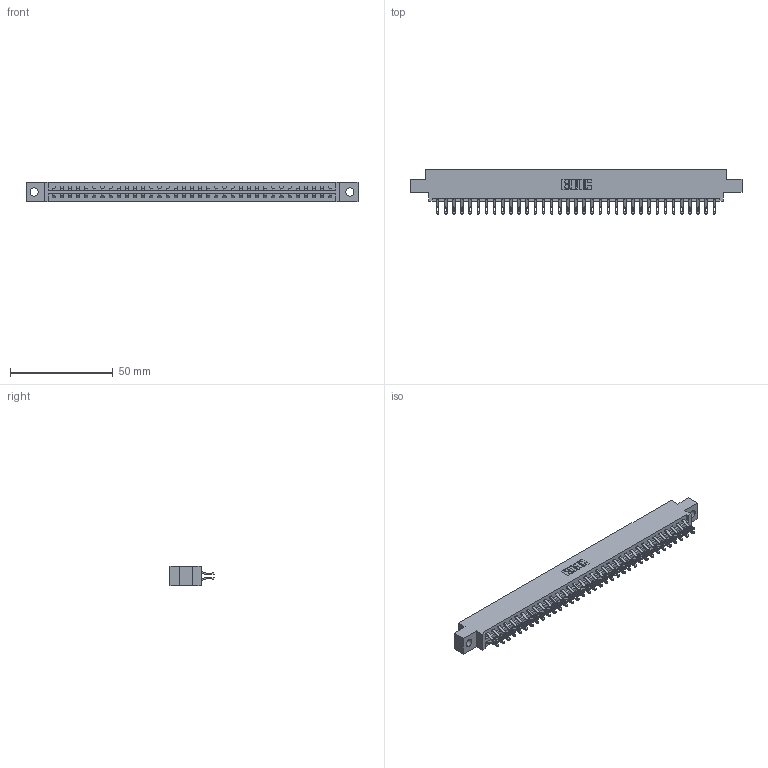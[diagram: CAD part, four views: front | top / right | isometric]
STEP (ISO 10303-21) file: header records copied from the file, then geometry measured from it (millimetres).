
FILE_DESCRIPTION (( 'STEP AP203' ), '1' );
FILE_NAME ('387-070-555-804.STEP', '2019-10-21T22:53:00', ( '' ), ( '' ), 'SwSTEP 2.0', 'SolidWorks 2016', '' );
FILE_SCHEMA (( 'CONFIG_CONTROL_DESIGN' ));
Length unit declared in the file: inch
Products named in the file (3): 337 Part_0.170 Offset - 0.156 Dia-TH; 345-292-001_555 Tail; 387-070-555-804
Assembly tree (71 placements, depth 2):
  387-070-555-804
    337 Part_0.170 Offset - 0.156 Dia-TH
    345-292-001_555 Tail  x70
Bounding box: 161.7 x 21.47 x 9.4 mm (x, y, z)
Volume: 16945.3 mm3; surface area: 19759.1 mm2
Topology: 71 solids, 71 shells, 4318 faces, 13553 edges, 9034 vertices
Faces by surface type: plane 2594, cylinder 1724
Entity records: 28503 total; most frequent: CARTESIAN_POINT 4844, ORIENTED_EDGE 4750, DIRECTION 4103, EDGE_CURVE 2375, LINE 2227, VECTOR 2227, VERTEX_POINT 1582, AXIS2_PLACEMENT_3D 938
